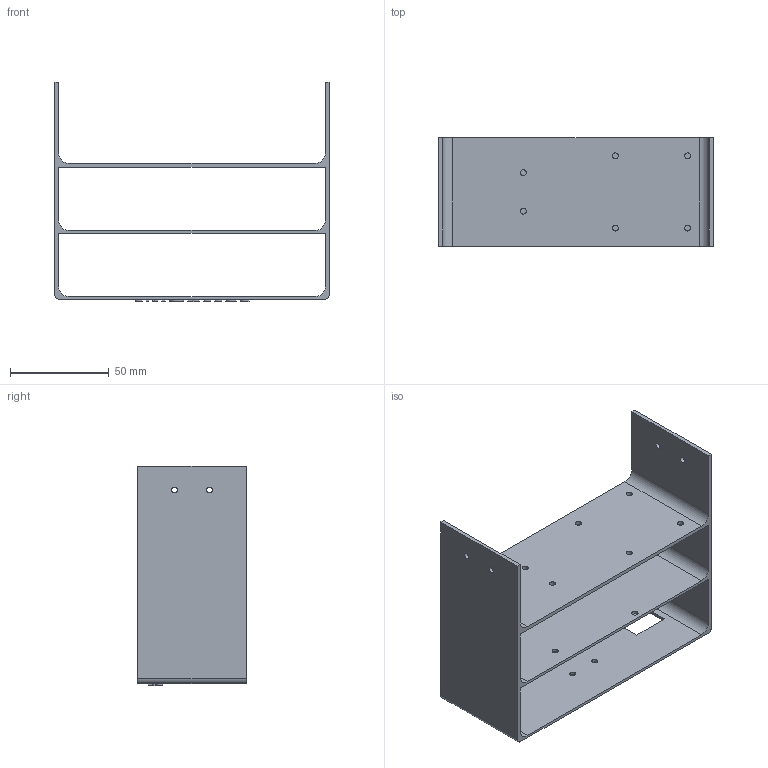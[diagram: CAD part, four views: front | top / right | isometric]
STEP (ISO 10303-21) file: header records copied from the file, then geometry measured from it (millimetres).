
FILE_DESCRIPTION(/* description */ (''),/* implementation_level */ '2;1');
FILE_NAME(/* name */ 'Self_Balancing v1.step',/* time_stamp */ '2024-05-18T01:11:17+03:00',/* author */ (''),/* organization */ (''),/* preprocessor_version */ 'ST-DEVELOPER v20',/* originating_system */ 'Autodesk Translation Framework v12.20.1.177',/* authorisation */ '');
FILE_SCHEMA (('AUTOMOTIVE_DESIGN { 1 0 10303 214 3 1 1 }'));
Length unit declared in the file: millimetre
Products named in the file (1): Self_Balancing
Bounding box: 139 x 55 x 111 mm (x, y, z)
Volume: 62400.1 mm3; surface area: 69922.9 mm2
Topology: 1 solids, 1 shells, 202 faces, 552 edges, 368 vertices
Faces by surface type: plane 89, bspline 89, cylinder 24
Full cylindrical faces by diameter (mm): 3 x12, 3.175 x3, 3.18 x1
Entity records: 10523 total; most frequent: CARTESIAN_POINT 5852, ORIENTED_EDGE 1104, DIRECTION 650, EDGE_CURVE 552, VERTEX_POINT 368, LINE 326, VECTOR 326, EDGE_LOOP 258
